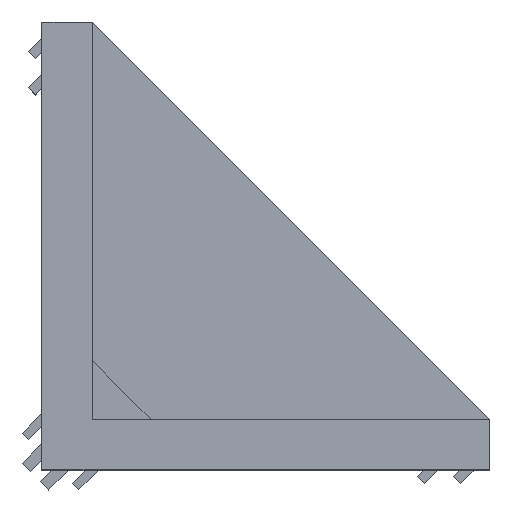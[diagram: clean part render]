
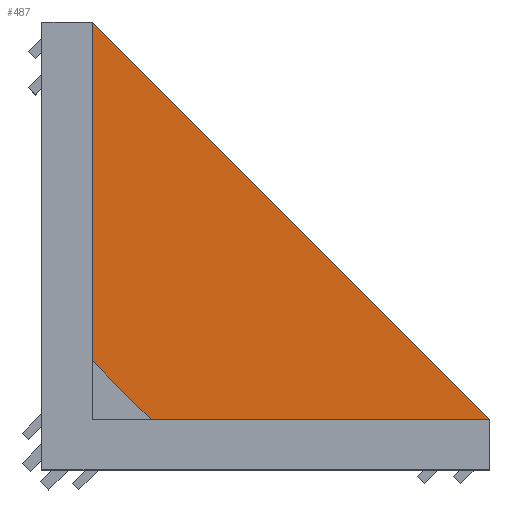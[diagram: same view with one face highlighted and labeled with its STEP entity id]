
A CAD part, top view. The second image highlights one B-rep face of the part: STEP entity #487.
In plain terms, the highlighted planar face has unit normal (0, 0, 1).
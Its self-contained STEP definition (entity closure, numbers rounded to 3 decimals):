
#46 = CARTESIAN_POINT ( 'NONE',  ( 9., 9., -12. ) ) ;
#78 = CARTESIAN_POINT ( 'NONE',  ( 9., 80., -12. ) ) ;
#146 = VECTOR ( 'NONE', #3123, 1000. ) ;
#368 = EDGE_CURVE ( 'NONE', #1851, #1873, #3177, .T. ) ;
#393 = CARTESIAN_POINT ( 'NONE',  ( 9., 9., -12. ) ) ;
#487 = ADVANCED_FACE ( 'NONE', ( #1440 ), #554, .F. ) ;
#554 = PLANE ( 'NONE',  #1593 ) ;
#799 = CARTESIAN_POINT ( 'NONE',  ( 80., 9., -12. ) ) ;
#838 = VECTOR ( 'NONE', #2653, 1000. ) ;
#1270 = ORIENTED_EDGE ( 'NONE', *, *, #368, .F. ) ;
#1349 = CARTESIAN_POINT ( 'NONE',  ( 9., 80., -12. ) ) ;
#1357 = EDGE_LOOP ( 'NONE', ( #1270, #3018, #2390 ) ) ;
#1440 = FACE_OUTER_BOUND ( 'NONE', #1357, .T. ) ;
#1467 = LINE ( 'NONE', #1751, #3427 ) ;
#1485 = DIRECTION ( 'NONE',  ( -1., 0., 0. ) ) ;
#1593 = AXIS2_PLACEMENT_3D ( 'NONE', #3249, #1747, #1485 ) ;
#1633 = EDGE_CURVE ( 'NONE', #1873, #1737, #1467, .T. ) ;
#1662 = EDGE_CURVE ( 'NONE', #1737, #1851, #2736, .T. ) ;
#1737 = VERTEX_POINT ( 'NONE', #393 ) ;
#1747 = DIRECTION ( 'NONE',  ( 0., 0., -1. ) ) ;
#1751 = CARTESIAN_POINT ( 'NONE',  ( 80., 9., -12. ) ) ;
#1851 = VERTEX_POINT ( 'NONE', #78 ) ;
#1873 = VERTEX_POINT ( 'NONE', #799 ) ;
#2381 = DIRECTION ( 'NONE',  ( -1., 0., 0. ) ) ;
#2390 = ORIENTED_EDGE ( 'NONE', *, *, #1633, .F. ) ;
#2653 = DIRECTION ( 'NONE',  ( 0., 1., 0. ) ) ;
#2736 = LINE ( 'NONE', #46, #838 ) ;
#3018 = ORIENTED_EDGE ( 'NONE', *, *, #1662, .F. ) ;
#3123 = DIRECTION ( 'NONE',  ( 0.707, -0.707, 0. ) ) ;
#3177 = LINE ( 'NONE', #1349, #146 ) ;
#3249 = CARTESIAN_POINT ( 'NONE',  ( 0., 0., -12. ) ) ;
#3427 = VECTOR ( 'NONE', #2381, 1000. ) ;
